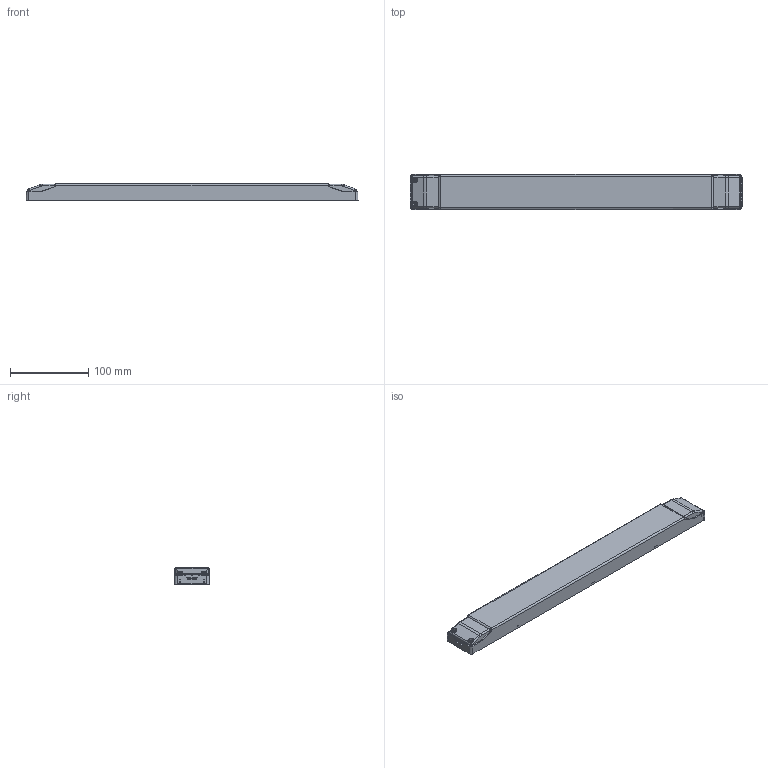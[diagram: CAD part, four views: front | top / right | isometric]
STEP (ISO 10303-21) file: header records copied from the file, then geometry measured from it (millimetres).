
FILE_DESCRIPTION((''),'2;1');
FILE_NAME('LADV150W24Z-V2_ASM','2020-09-03T15:58:49',('wsenga'),(''),'CREO PARAMETRIC BY PTC INC, 2019080','CREO PARAMETRIC BY PTC INC, 2019080','');
FILE_SCHEMA(('CONFIG_CONTROL_DESIGN'));
Length unit declared in the file: millimetre
Products named in the file (11): MAWLADV150W24Z-1A-V2; MAWLADV150W24Z-2A-V2; LADV150W24Z-PCB-V2; MAWLADV150W24Z-3A-V2; 202R-V2; 202R-1-V2; 202R-2P-V2_AF0_ASM; 202R-2P-V2_AF1_ASM; 202R-2P-V2_AF3_ASM; MAWLADV150W24Z-4A-V2; LADV150W24Z-V2_ASM
Assembly tree (19 placements, depth 3):
  LADV150W24Z-V2_ASM
    MAWLADV150W24Z-1A-V2
    MAWLADV150W24Z-2A-V2
    LADV150W24Z-PCB-V2
    MAWLADV150W24Z-3A-V2
    202R-2P-V2_AF0_ASM
      202R-V2  x2
      202R-1-V2
    202R-2P-V2_AF1_ASM
      202R-V2  x2
      202R-1-V2
    202R-2P-V2_AF3_ASM
      202R-V2  x2
      202R-1-V2
    MAWLADV150W24Z-4A-V2
    202R-V2  x2
Bounding box: 425 x 45 x 21.5 mm (x, y, z)
Volume: 114173.8 mm3; surface area: 161817.5 mm2
Topology: 16 solids, 16 shells, 1106 faces, 3013 edges, 1964 vertices
Faces by surface type: plane 785, cylinder 273, bspline 26, sphere 16, cone 4, torus 2
Entity records: 33828 total; most frequent: CARTESIAN_POINT 8037, ORIENTED_EDGE 5564, DIRECTION 4976, EDGE_CURVE 2782, VECTOR 2178, LINE 2178, VERTEX_POINT 1810, AXIS2_PLACEMENT_3D 1399
